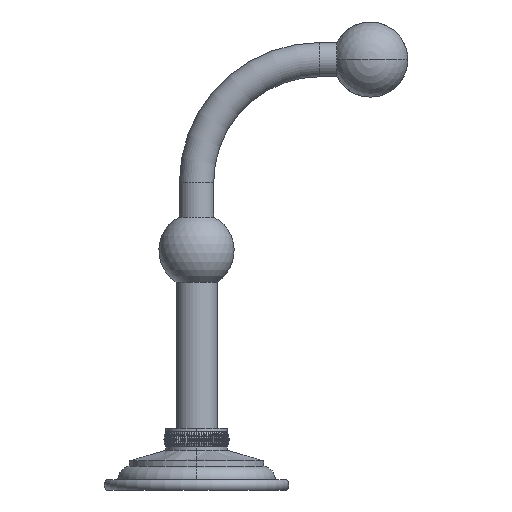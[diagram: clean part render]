
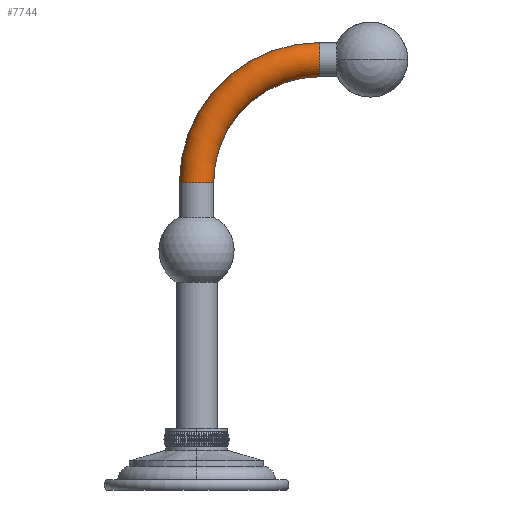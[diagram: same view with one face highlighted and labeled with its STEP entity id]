
A CAD part, left-side view. The second image highlights one B-rep face of the part: STEP entity #7744.
In plain terms, the highlighted toroidal (fillet/blend) face has major radius 35.992 mm and minor radius 5.004 mm.
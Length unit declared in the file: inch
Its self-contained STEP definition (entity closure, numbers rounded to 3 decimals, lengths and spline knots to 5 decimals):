
#2=CARTESIAN_POINT('',(-12.,-1.417,4.953));
#3=DIRECTION('',(0.,-1.,0.));
#4=DIRECTION('',(0.,0.,1.));
#5=AXIS2_PLACEMENT_3D('',#2,#3,#4);
#152=CARTESIAN_POINT('',(-12.,-1.417,3.536));
#153=DIRECTION('',(1.,0.,0.));
#154=DIRECTION('',(0.,1.,0.));
#155=AXIS2_PLACEMENT_3D('',#152,#153,#154);
#195=CARTESIAN_POINT('',(-12.,0.,3.536));
#196=DIRECTION('',(0.,0.,1.));
#197=DIRECTION('',(0.,1.,0.));
#198=AXIS2_PLACEMENT_3D('',#195,#196,#197);
#200=CARTESIAN_POINT('',(-12.,-1.417,3.536));
#201=DIRECTION('',(1.,0.,0.));
#202=DIRECTION('',(0.,1.,0.));
#203=AXIS2_PLACEMENT_3D('',#200,#201,#202);
#7332=CARTESIAN_POINT('',(-12.,-0.197,3.536));
#7333=CARTESIAN_POINT('',(-12.,0.197,3.536));
#7334=VERTEX_POINT('',#7332);
#7335=VERTEX_POINT('',#7333);
#7336=CARTESIAN_POINT('',(-12.,-1.417,4.756));
#7337=CARTESIAN_POINT('',(-12.,-1.417,5.15));
#7338=VERTEX_POINT('',#7336);
#7339=VERTEX_POINT('',#7337);
#7733=CARTESIAN_POINT('',(-12.,-1.417,3.536));
#7734=DIRECTION('',(1.,0.,0.));
#7735=DIRECTION('',(0.,-1.,0.));
#7736=AXIS2_PLACEMENT_3D('',#7733,#7734,#7735);
#7737=TOROIDAL_SURFACE('',#7736,1.417,0.197);
#7738=ORIENTED_EDGE('',*,*,#7727,.F.);
#7739=ORIENTED_EDGE('',*,*,#7665,.T.);
#7740=ORIENTED_EDGE('',*,*,#7457,.T.);
#7741=ORIENTED_EDGE('',*,*,#7662,.F.);
#7742=EDGE_LOOP('',(#7738,#7739,#7740,#7741));
#7743=FACE_OUTER_BOUND('',#7742,.F.);
#7744=ADVANCED_FACE('',(#7743),#7737,.T.);
#6=CIRCLE('',#5,0.197);
#156=CIRCLE('',#155,1.22);
#199=CIRCLE('',#198,0.197);
#204=CIRCLE('',#203,1.614);
#7457=EDGE_CURVE('',#7339,#7338,#6,.T.);
#7662=EDGE_CURVE('',#7334,#7338,#156,.T.);
#7665=EDGE_CURVE('',#7335,#7339,#204,.T.);
#7727=EDGE_CURVE('',#7335,#7334,#199,.T.);
